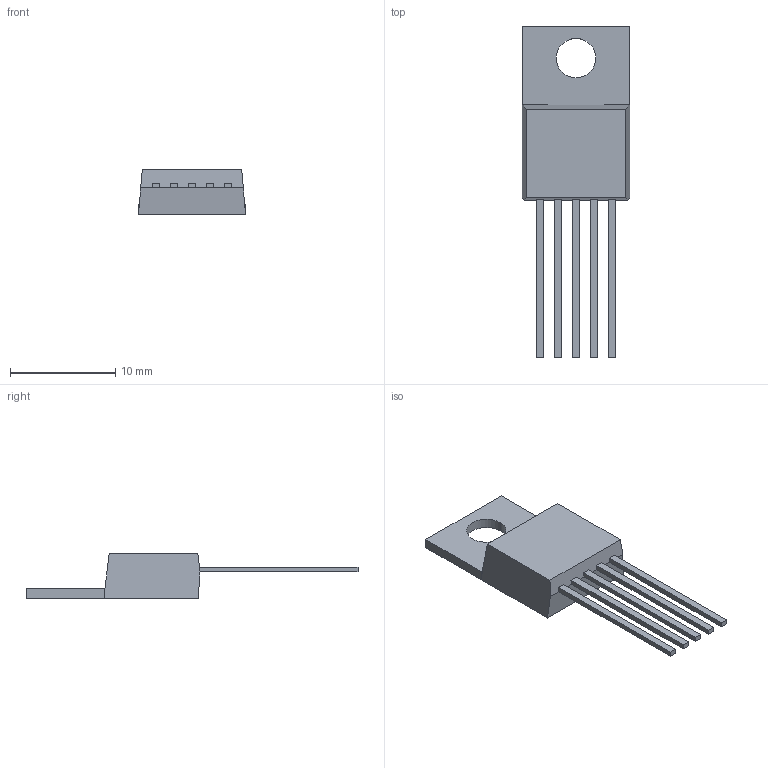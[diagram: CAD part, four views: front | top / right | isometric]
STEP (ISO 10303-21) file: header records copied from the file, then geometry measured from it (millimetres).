
FILE_DESCRIPTION (( 'STEP AP214' ), '1' );
FILE_NAME ('MCP1825-3002E_AT.STEP', '2022-08-22T14:36:42', ( '' ), ( '' ), 'SwSTEP 2.0', 'SolidWorks 2017', '' );
FILE_SCHEMA (( 'AUTOMOTIVE_DESIGN' ));
Length unit declared in the file: inch
Products named in the file (1): MCP1825-3002E_AT
Bounding box: 10.16 x 31.5 x 4.19 mm (x, y, z)
Volume: 446.2 mm3; surface area: 760.9 mm2
Topology: 7 solids, 7 shells, 63 faces, 145 edges, 96 vertices
Faces by surface type: plane 61, cylinder 2
Entity records: 1857 total; most frequent: CARTESIAN_POINT 305, ORIENTED_EDGE 290, DIRECTION 277, EDGE_CURVE 145, LINE 141, VECTOR 141, VERTEX_POINT 96, AXIS2_PLACEMENT_3D 68
